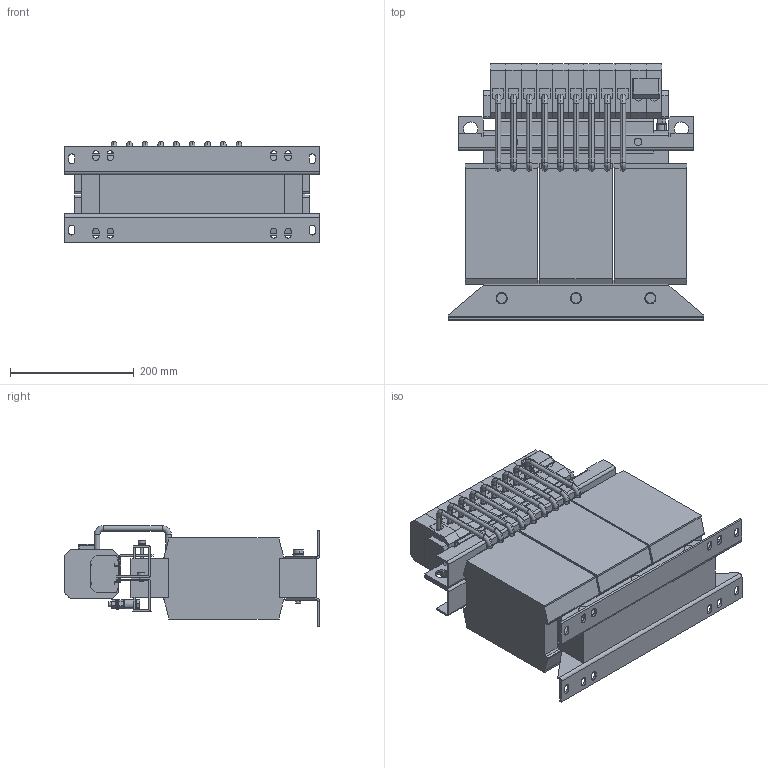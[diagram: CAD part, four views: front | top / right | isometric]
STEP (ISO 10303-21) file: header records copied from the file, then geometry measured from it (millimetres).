
FILE_DESCRIPTION (( 'STEP AP214' ), '1' );
FILE_NAME ('762800.STEP', '2023-08-22T12:36:35', ( '' ), ( '' ), 'SwSTEP 2.0', 'SolidWorks 2018', '' );
FILE_SCHEMA (( 'AUTOMOTIVE_DESIGN' ));
Length unit declared in the file: millimetre
Products named in the file (1): 762800
Bounding box: 412 x 412.95 x 162.9 mm (x, y, z)
Volume: 13289279.1 mm3; surface area: 877603.8 mm2
Topology: 1 solids, 1 shells, 1228 faces, 3130 edges, 1953 vertices
Faces by surface type: plane 869, cylinder 273, bspline 46, torus 38, cone 2
Entity records: 37295 total; most frequent: CARTESIAN_POINT 7512, ORIENTED_EDGE 6260, DIRECTION 5983, EDGE_CURVE 3130, VECTOR 2419, LINE 2419, VERTEX_POINT 1953, AXIS2_PLACEMENT_3D 1782
